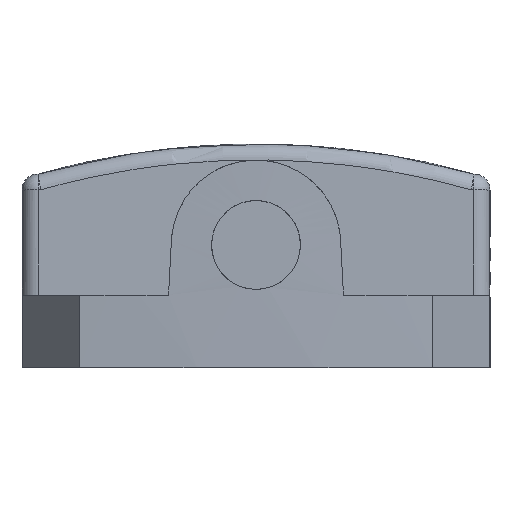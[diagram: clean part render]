
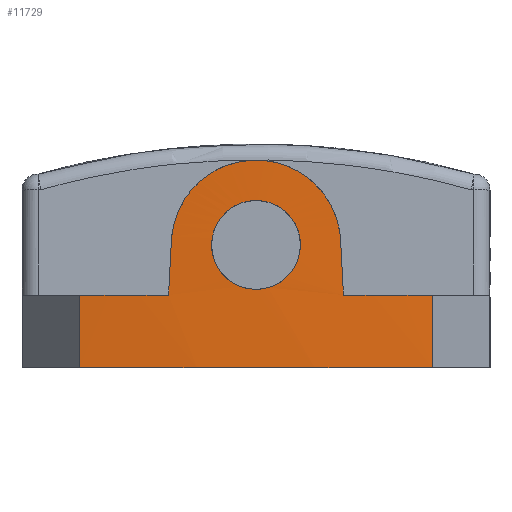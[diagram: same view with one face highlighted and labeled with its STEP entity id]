
A CAD part, left-side view. The second image highlights one B-rep face of the part: STEP entity #11729.
In plain terms, the highlighted cylindrical face has radius 250 mm (diameter 500 mm), a partial arc.
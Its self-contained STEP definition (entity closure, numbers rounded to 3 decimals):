
#54=CARTESIAN_POINT('',(249.937,0.,
-8.));
#55=DIRECTION('',(0.,0.,-1.));
#56=DIRECTION('',(-0.996,-0.088,0.));
#57=AXIS2_PLACEMENT_3D('',#54,#55,#56);
#1872=CARTESIAN_POINT('',(249.937,0.,
1.));
#1873=DIRECTION('',(0.,0.,1.));
#1874=DIRECTION('',(-0.999,-0.043,0.));
#1875=AXIS2_PLACEMENT_3D('',#1872,#1873,#1874);
#1922=CARTESIAN_POINT('',(0.092,8.8,12.942));
#1923=CARTESIAN_POINT('',(0.103,9.11,12.466));
#1924=CARTESIAN_POINT('',(0.123,9.644,11.48));
#1925=CARTESIAN_POINT('',(0.145,10.204,9.876));
#1926=CARTESIAN_POINT('',(0.154,10.399,8.771));
#1927=CARTESIAN_POINT('',(0.156,10.453,8.206));
#1932=CARTESIAN_POINT('',(0.092,8.8,12.942));
#1933=CARTESIAN_POINT('',(0.078,8.39,13.572));
#1934=CARTESIAN_POINT('',(0.047,7.452,14.726));
#1935=CARTESIAN_POINT('',(-0.002,5.636,
16.176));
#1936=CARTESIAN_POINT('',(-0.041,3.507,
17.202));
#1937=CARTESIAN_POINT('',(-0.064,1.202,
17.74));
#1938=CARTESIAN_POINT('',(-0.064,-1.292,
17.729));
#1939=CARTESIAN_POINT('',(-0.04,-3.645,
17.161));
#1940=CARTESIAN_POINT('',(0.002,-5.783,
16.069));
#1941=CARTESIAN_POINT('',(0.045,-7.364,
14.769));
#1942=CARTESIAN_POINT('',(0.083,-8.558,
13.43));
#1943=CARTESIAN_POINT('',(0.122,-9.622,
11.548));
#1944=CARTESIAN_POINT('',(0.149,-10.283,
9.646));
#1945=CARTESIAN_POINT('',(0.156,-10.453,
8.39));
#1946=CARTESIAN_POINT('',(0.157,-10.486,
7.763));
#1951=CARTESIAN_POINT('',(0.172,-10.84,
1.));
#1952=CARTESIAN_POINT('',(0.167,-10.722,
3.254));
#1953=CARTESIAN_POINT('',(0.162,-10.604,
5.509));
#1954=CARTESIAN_POINT('',(0.157,-10.486,
7.763));
#1959=DIRECTION('',(0.,0.,1.));
#1960=VECTOR('',#1959,9.);
#1961=CARTESIAN_POINT('',(0.897,-21.883,
-8.));
#1962=LINE('',#1961,#1960);
#1966=DIRECTION('',(0.,0.,-1.));
#1967=VECTOR('',#1966,9.);
#1968=CARTESIAN_POINT('',(0.897,21.883,1.));
#1969=LINE('',#1968,#1967);
#1973=CARTESIAN_POINT('',(0.157,10.486,7.763));
#1974=CARTESIAN_POINT('',(0.162,10.604,5.509));
#1975=CARTESIAN_POINT('',(0.167,10.722,3.254));
#1976=CARTESIAN_POINT('',(0.172,10.84,1.));
#1981=CARTESIAN_POINT('',(0.156,10.453,8.206));
#1982=CARTESIAN_POINT('',(0.156,10.458,8.157));
#1983=CARTESIAN_POINT('',(0.156,10.466,8.059));
#1984=CARTESIAN_POINT('',(0.157,10.477,7.911));
#1985=CARTESIAN_POINT('',(0.157,10.483,7.813));
#1986=CARTESIAN_POINT('',(0.157,10.486,7.763));
#1991=CARTESIAN_POINT('',(-0.002,-5.5,
7.214));
#1992=CARTESIAN_POINT('',(-0.002,-5.5,
6.723));
#1993=CARTESIAN_POINT('',(-0.005,-5.374,
5.778));
#1994=CARTESIAN_POINT('',(-0.017,-4.814,
4.424));
#1995=CARTESIAN_POINT('',(-0.033,-3.927,
3.272));
#1996=CARTESIAN_POINT('',(-0.049,-2.763,
2.385));
#1997=CARTESIAN_POINT('',(-0.06,-1.424,
1.836));
#1998=CARTESIAN_POINT('',(-0.064,0.022,
1.651));
#1999=CARTESIAN_POINT('',(-0.06,1.454,
1.844));
#2000=CARTESIAN_POINT('',(-0.048,2.794,
2.404));
#2001=CARTESIAN_POINT('',(-0.033,3.936,
3.283));
#2002=CARTESIAN_POINT('',(-0.017,4.82,
4.435));
#2003=CARTESIAN_POINT('',(-0.005,5.373,
5.778));
#2004=CARTESIAN_POINT('',(-0.002,5.5,
6.723));
#2005=CARTESIAN_POINT('',(-0.002,5.5,
7.214));
#2010=CARTESIAN_POINT('',(-0.002,5.5,
7.214));
#2011=CARTESIAN_POINT('',(-0.002,5.5,
7.705));
#2012=CARTESIAN_POINT('',(-0.005,5.373,
8.65));
#2013=CARTESIAN_POINT('',(-0.017,4.816,
10.));
#2014=CARTESIAN_POINT('',(-0.033,3.93,
11.152));
#2015=CARTESIAN_POINT('',(-0.049,2.769,
12.039));
#2016=CARTESIAN_POINT('',(-0.06,1.433,
12.589));
#2017=CARTESIAN_POINT('',(-0.064,-0.009,
12.777));
#2018=CARTESIAN_POINT('',(-0.06,-1.44,
12.587));
#2019=CARTESIAN_POINT('',(-0.048,-2.779,
12.033));
#2020=CARTESIAN_POINT('',(-0.033,-3.926,
11.154));
#2021=CARTESIAN_POINT('',(-0.017,-4.814,
10.003));
#2022=CARTESIAN_POINT('',(-0.005,-5.372,
8.655));
#2023=CARTESIAN_POINT('',(-0.002,-5.5,
7.707));
#2024=CARTESIAN_POINT('',(-0.002,-5.5,
7.214));
#2082=CARTESIAN_POINT('',(249.937,0.,
1.));
#2083=DIRECTION('',(0.,0.,1.));
#2084=DIRECTION('',(-0.996,0.088,0.));
#2085=AXIS2_PLACEMENT_3D('',#2082,#2083,#2084);
#9046=CARTESIAN_POINT('',(0.897,21.883,
-8.));
#9048=VERTEX_POINT('',#9046);
#9050=CARTESIAN_POINT('',(0.897,-21.883,
-8.));
#9051=VERTEX_POINT('',#9050);
#9072=CARTESIAN_POINT('',(0.897,-21.883,
1.));
#9073=VERTEX_POINT('',#9072);
#9113=CARTESIAN_POINT('',(0.157,10.486,7.763));
#9115=VERTEX_POINT('',#9113);
#9117=CARTESIAN_POINT('',(0.157,-10.486,
7.763));
#9118=VERTEX_POINT('',#9117);
#9119=VERTEX_POINT('',#1922);
#9120=VERTEX_POINT('',#1927);
#9121=VERTEX_POINT('',#1976);
#9138=CARTESIAN_POINT('',(0.897,21.883,1.));
#9139=VERTEX_POINT('',#9138);
#9140=VERTEX_POINT('',#1951);
#10570=VERTEX_POINT('',#1991);
#10571=VERTEX_POINT('',#2005);
#11699=CARTESIAN_POINT('',(249.937,0.,
-5.));
#11700=DIRECTION('',(0.,0.,-1.));
#11701=DIRECTION('',(0.,-1.,0.));
#11702=AXIS2_PLACEMENT_3D('',#11699,#11700,#11701);
#11703=CYLINDRICAL_SURFACE('',#11702,250.);
#11705=ORIENTED_EDGE('',*,*,#11704,.F.);
#11707=ORIENTED_EDGE('',*,*,#11706,.T.);
#11709=ORIENTED_EDGE('',*,*,#11708,.F.);
#11710=ORIENTED_EDGE('',*,*,#11663,.T.);
#11711=ORIENTED_EDGE('',*,*,#11694,.F.);
#11712=ORIENTED_EDGE('',*,*,#10585,.T.);
#11714=ORIENTED_EDGE('',*,*,#11713,.F.);
#11716=ORIENTED_EDGE('',*,*,#11715,.T.);
#11718=ORIENTED_EDGE('',*,*,#11717,.F.);
#11720=ORIENTED_EDGE('',*,*,#11719,.F.);
#11721=EDGE_LOOP('',(#11705,#11707,#11709,#11710,#11711,#11712,#11714,#11716,
#11718,#11720));
#11722=FACE_OUTER_BOUND('',#11721,.F.);
#11724=ORIENTED_EDGE('',*,*,#11723,.F.);
#11726=ORIENTED_EDGE('',*,*,#11725,.F.);
#11727=EDGE_LOOP('',(#11724,#11726));
#11728=FACE_BOUND('',#11727,.F.);
#11729=ADVANCED_FACE('',(#11722,#11728),#11703,.T.);
#58=CIRCLE('',#57,250.);
#1876=CIRCLE('',#1875,250.);
#1928=B_SPLINE_CURVE_WITH_KNOTS('',3,(#1922,#1923,#1924,#1925,#1926,#1927),
.UNSPECIFIED.,.F.,.F.,(4,1,1,4),(0.,0.333,0.667,1.),
.UNSPECIFIED.);
#1947=B_SPLINE_CURVE_WITH_KNOTS('',3,(#1932,#1933,#1934,#1935,#1936,#1937,#1938,
#1939,#1940,#1941,#1942,#1943,#1944,#1945,#1946),.UNSPECIFIED.,.F.,.F.,(4,1,1,1,
1,1,1,1,1,1,1,1,4),(0.,0.083,0.167,0.25,
0.333,0.417,0.5,0.583,0.667,
0.75,0.833,0.917,1.),.UNSPECIFIED.);
#1955=B_SPLINE_CURVE_WITH_KNOTS('',3,(#1951,#1952,#1953,#1954),.UNSPECIFIED.,
.F.,.F.,(4,4),(0.,1.),.UNSPECIFIED.);
#1977=B_SPLINE_CURVE_WITH_KNOTS('',3,(#1973,#1974,#1975,#1976),.UNSPECIFIED.,
.F.,.F.,(4,4),(0.,1.),.UNSPECIFIED.);
#1987=B_SPLINE_CURVE_WITH_KNOTS('',3,(#1981,#1982,#1983,#1984,#1985,#1986),
.UNSPECIFIED.,.F.,.F.,(4,1,1,4),(0.,0.333,0.667,1.),
.UNSPECIFIED.);
#2006=B_SPLINE_CURVE_WITH_KNOTS('',3,(#1991,#1992,#1993,#1994,#1995,#1996,#1997,
#1998,#1999,#2000,#2001,#2002,#2003,#2004,#2005),.UNSPECIFIED.,.F.,.F.,(4,1,1,1,
1,1,1,1,1,1,1,1,4),(0.,0.083,0.167,0.25,
0.333,0.417,0.5,0.583,0.667,
0.75,0.833,0.917,1.),.UNSPECIFIED.);
#2025=B_SPLINE_CURVE_WITH_KNOTS('',3,(#2010,#2011,#2012,#2013,#2014,#2015,#2016,
#2017,#2018,#2019,#2020,#2021,#2022,#2023,#2024),.UNSPECIFIED.,.F.,.F.,(4,1,1,1,
1,1,1,1,1,1,1,1,4),(0.,0.083,0.167,0.25,
0.333,0.417,0.5,0.583,0.667,
0.75,0.833,0.917,1.),.UNSPECIFIED.);
#2086=CIRCLE('',#2085,250.);
#10585=EDGE_CURVE('',#9051,#9048,#58,.T.);
#11663=EDGE_CURVE('',#9140,#9073,#1876,.T.);
#11694=EDGE_CURVE('',#9051,#9073,#1962,.T.);
#11704=EDGE_CURVE('',#9119,#9120,#1928,.T.);
#11706=EDGE_CURVE('',#9119,#9118,#1947,.T.);
#11708=EDGE_CURVE('',#9140,#9118,#1955,.T.);
#11713=EDGE_CURVE('',#9139,#9048,#1969,.T.);
#11715=EDGE_CURVE('',#9139,#9121,#2086,.T.);
#11717=EDGE_CURVE('',#9115,#9121,#1977,.T.);
#11719=EDGE_CURVE('',#9120,#9115,#1987,.T.);
#11723=EDGE_CURVE('',#10570,#10571,#2006,.T.);
#11725=EDGE_CURVE('',#10571,#10570,#2025,.T.);
